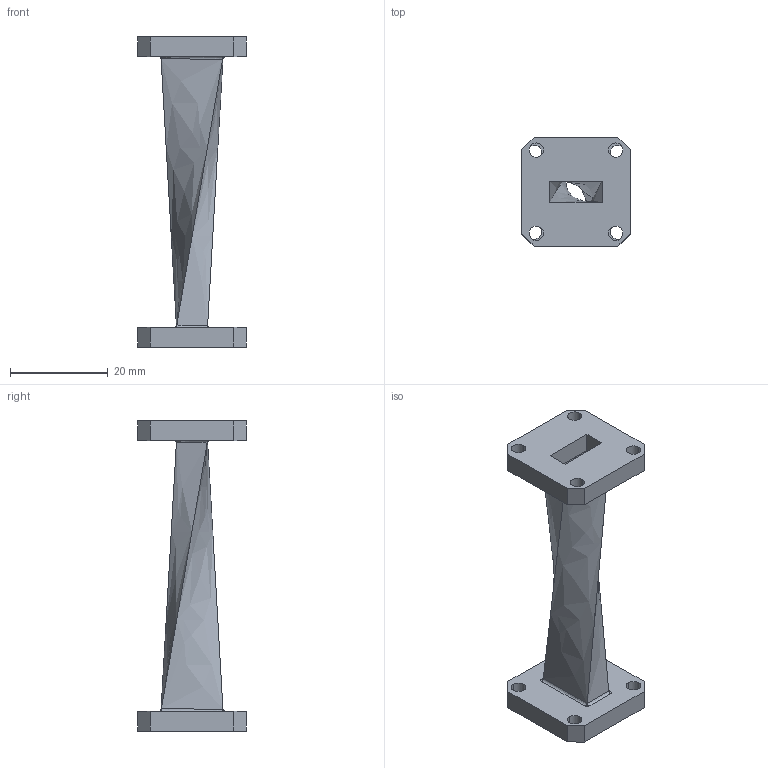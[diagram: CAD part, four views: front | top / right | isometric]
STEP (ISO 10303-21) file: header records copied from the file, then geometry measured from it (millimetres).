
FILE_DESCRIPTION (( 'STEP AP203' ), '1' );
FILE_NAME ('SMW42TW1001 ¦ PE-W42TW1001.step', '2019-04-01T14:12:25', ( '' ), ( '' ), 'SwSTEP 2.0', 'SolidWorks 2017', '' );
FILE_SCHEMA (( 'CONFIG_CONTROL_DESIGN' ));
Length unit declared in the file: inch
Products named in the file (1): SMW42TW1001 ｦ PE-W42TW1001
Bounding box: 22.23 x 22.23 x 63.5 mm (x, y, z)
Volume: 4832.4 mm3; surface area: 5749.6 mm2
Topology: 1 solids, 1 shells, 76 faces, 206 edges, 128 vertices
Faces by surface type: plane 32, bspline 24, cylinder 16, torus 4
Entity records: 3179 total; most frequent: CARTESIAN_POINT 1377, ORIENTED_EDGE 400, DIRECTION 282, EDGE_CURVE 200, VERTEX_POINT 128, VECTOR 96, LINE 96, EDGE_LOOP 96
